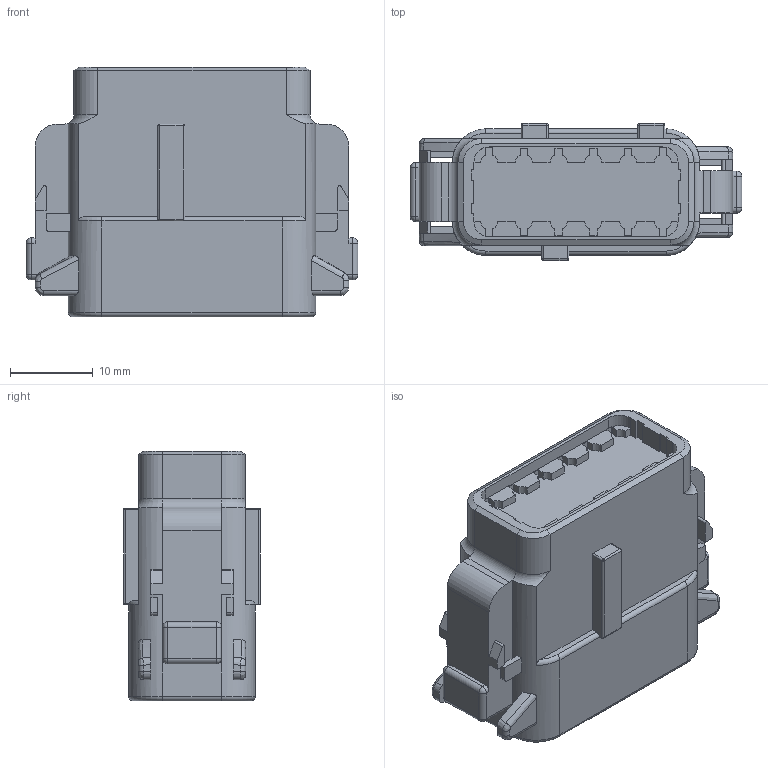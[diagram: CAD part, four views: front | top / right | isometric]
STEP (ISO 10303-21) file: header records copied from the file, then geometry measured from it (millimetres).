
FILE_DESCRIPTION((''),'2;1');
FILE_NAME('C-DTM06-12SB','2013-07-27T',('workeradm'),('Tyco Electronics Ltd.'),'PRO/ENGINEER BY PARAMETRIC TECHNOLOGY CORPORATION, 2011490','PRO/ENGINEER BY PARAMETRIC TECHNOLOGY CORPORATION, 2011490','');
FILE_SCHEMA(('AUTOMOTIVE_DESIGN { 1 0 10303 214 1 1 1 1 }'));
Length unit declared in the file: millimetre
Products named in the file (1): C-DTM06-12SB
Bounding box: 40.01 x 16.51 x 30.1 mm (x, y, z)
Volume: 12421.8 mm3; surface area: 4438.7 mm2
Topology: 1 solids, 1 shells, 447 faces, 1110 edges, 697 vertices
Faces by surface type: plane 206, cylinder 163, bspline 40, sphere 18, torus 12, cone 8
Entity records: 14803 total; most frequent: CARTESIAN_POINT 3780, DIRECTION 2274, ORIENTED_EDGE 2220, EDGE_CURVE 1110, AXIS2_PLACEMENT_3D 812, VERTEX_POINT 697, VECTOR 650, LINE 650
